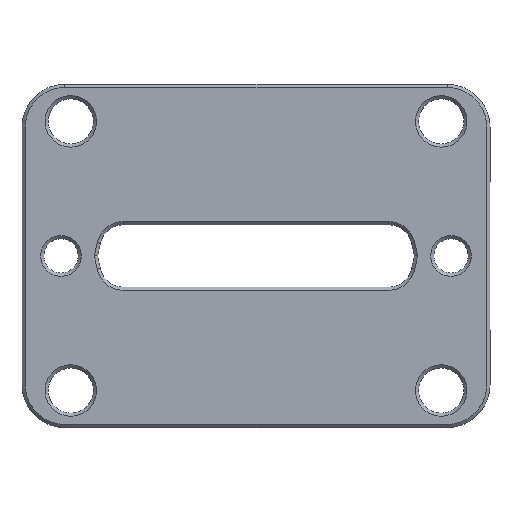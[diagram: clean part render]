
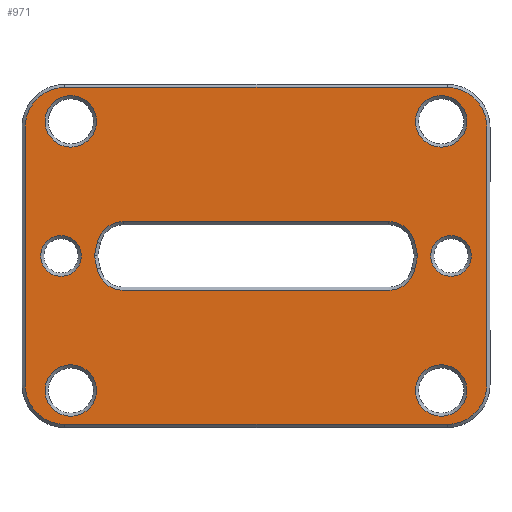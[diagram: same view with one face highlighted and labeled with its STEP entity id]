
A CAD part, top view. The second image highlights one B-rep face of the part: STEP entity #971.
In plain terms, the highlighted planar face has unit normal (0, 0, 1).
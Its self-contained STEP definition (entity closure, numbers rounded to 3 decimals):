
#33=FACE_BOUND('',#130,.T.);
#34=FACE_BOUND('',#131,.T.);
#35=FACE_BOUND('',#132,.T.);
#36=FACE_BOUND('',#133,.T.);
#37=FACE_BOUND('',#134,.T.);
#38=FACE_BOUND('',#135,.T.);
#39=FACE_BOUND('',#136,.T.);
#46=PLANE('',#1032);
#72=FACE_OUTER_BOUND('',#129,.T.);
#129=EDGE_LOOP('',(#672,#673,#674,#675,#676,#677,#678,#679));
#130=EDGE_LOOP('',(#680));
#131=EDGE_LOOP('',(#681));
#132=EDGE_LOOP('',(#682));
#133=EDGE_LOOP('',(#683));
#134=EDGE_LOOP('',(#684,#685,#686,#687,#688,#689,#690,#691,#692,#693));
#135=EDGE_LOOP('',(#694));
#136=EDGE_LOOP('',(#695));
#199=LINE('',#1456,#293);
#200=LINE('',#1460,#294);
#201=LINE('',#1464,#295);
#202=LINE('',#1468,#296);
#203=LINE('',#1482,#297);
#204=LINE('',#1484,#298);
#205=LINE('',#1488,#299);
#206=LINE('',#1492,#300);
#207=LINE('',#1494,#301);
#208=LINE('',#1497,#302);
#293=VECTOR('',#1147,10.);
#294=VECTOR('',#1150,10.);
#295=VECTOR('',#1153,10.);
#296=VECTOR('',#1156,10.);
#297=VECTOR('',#1169,10.);
#298=VECTOR('',#1170,10.);
#299=VECTOR('',#1173,10.);
#300=VECTOR('',#1176,10.);
#301=VECTOR('',#1177,10.);
#302=VECTOR('',#1180,10.);
#386=CIRCLE('',#1030,3.3);
#388=CIRCLE('',#1033,5.1);
#389=CIRCLE('',#1034,5.1);
#390=CIRCLE('',#1035,5.1);
#391=CIRCLE('',#1036,5.1);
#392=CIRCLE('',#1037,3.3);
#393=CIRCLE('',#1038,3.3);
#394=CIRCLE('',#1039,2.6);
#395=CIRCLE('',#1040,2.6);
#396=CIRCLE('',#1041,3.4);
#397=CIRCLE('',#1042,3.4);
#398=CIRCLE('',#1043,3.4);
#399=CIRCLE('',#1044,3.4);
#400=CIRCLE('',#1045,3.3);
#436=VERTEX_POINT('',#1448);
#438=VERTEX_POINT('',#1454);
#439=VERTEX_POINT('',#1455);
#440=VERTEX_POINT('',#1457);
#441=VERTEX_POINT('',#1459);
#442=VERTEX_POINT('',#1461);
#443=VERTEX_POINT('',#1463);
#444=VERTEX_POINT('',#1465);
#445=VERTEX_POINT('',#1467);
#446=VERTEX_POINT('',#1470);
#447=VERTEX_POINT('',#1472);
#448=VERTEX_POINT('',#1474);
#449=VERTEX_POINT('',#1476);
#450=VERTEX_POINT('',#1478);
#451=VERTEX_POINT('',#1479);
#452=VERTEX_POINT('',#1481);
#453=VERTEX_POINT('',#1483);
#454=VERTEX_POINT('',#1485);
#455=VERTEX_POINT('',#1487);
#456=VERTEX_POINT('',#1489);
#457=VERTEX_POINT('',#1491);
#458=VERTEX_POINT('',#1493);
#459=VERTEX_POINT('',#1495);
#460=VERTEX_POINT('',#1498);
#524=EDGE_CURVE('',#436,#436,#386,.T.);
#527=EDGE_CURVE('',#438,#439,#199,.T.);
#528=EDGE_CURVE('',#440,#438,#388,.T.);
#529=EDGE_CURVE('',#441,#440,#200,.T.);
#530=EDGE_CURVE('',#442,#441,#389,.T.);
#531=EDGE_CURVE('',#443,#442,#201,.T.);
#532=EDGE_CURVE('',#444,#443,#390,.T.);
#533=EDGE_CURVE('',#445,#444,#202,.T.);
#534=EDGE_CURVE('',#439,#445,#391,.T.);
#535=EDGE_CURVE('',#446,#446,#392,.T.);
#536=EDGE_CURVE('',#447,#447,#393,.T.);
#537=EDGE_CURVE('',#448,#448,#394,.T.);
#538=EDGE_CURVE('',#449,#449,#395,.T.);
#539=EDGE_CURVE('',#450,#451,#396,.T.);
#540=EDGE_CURVE('',#451,#452,#203,.T.);
#541=EDGE_CURVE('',#453,#452,#204,.T.);
#542=EDGE_CURVE('',#454,#453,#397,.T.);
#543=EDGE_CURVE('',#455,#454,#205,.T.);
#544=EDGE_CURVE('',#456,#455,#398,.T.);
#545=EDGE_CURVE('',#457,#456,#206,.T.);
#546=EDGE_CURVE('',#457,#458,#207,.T.);
#547=EDGE_CURVE('',#458,#459,#399,.T.);
#548=EDGE_CURVE('',#459,#450,#208,.T.);
#549=EDGE_CURVE('',#460,#460,#400,.T.);
#672=ORIENTED_EDGE('',*,*,#527,.F.);
#673=ORIENTED_EDGE('',*,*,#528,.F.);
#674=ORIENTED_EDGE('',*,*,#529,.F.);
#675=ORIENTED_EDGE('',*,*,#530,.F.);
#676=ORIENTED_EDGE('',*,*,#531,.F.);
#677=ORIENTED_EDGE('',*,*,#532,.F.);
#678=ORIENTED_EDGE('',*,*,#533,.F.);
#679=ORIENTED_EDGE('',*,*,#534,.F.);
#680=ORIENTED_EDGE('',*,*,#535,.F.);
#681=ORIENTED_EDGE('',*,*,#536,.F.);
#682=ORIENTED_EDGE('',*,*,#537,.T.);
#683=ORIENTED_EDGE('',*,*,#538,.T.);
#684=ORIENTED_EDGE('',*,*,#539,.T.);
#685=ORIENTED_EDGE('',*,*,#540,.T.);
#686=ORIENTED_EDGE('',*,*,#541,.F.);
#687=ORIENTED_EDGE('',*,*,#542,.F.);
#688=ORIENTED_EDGE('',*,*,#543,.F.);
#689=ORIENTED_EDGE('',*,*,#544,.F.);
#690=ORIENTED_EDGE('',*,*,#545,.F.);
#691=ORIENTED_EDGE('',*,*,#546,.T.);
#692=ORIENTED_EDGE('',*,*,#547,.T.);
#693=ORIENTED_EDGE('',*,*,#548,.T.);
#694=ORIENTED_EDGE('',*,*,#549,.F.);
#695=ORIENTED_EDGE('',*,*,#524,.F.);
#971=ADVANCED_FACE('',(#72,#33,#34,#35,#36,#37,#38,#39),#46,.T.);
#1030=AXIS2_PLACEMENT_3D('',#1449,#1140,#1141);
#1032=AXIS2_PLACEMENT_3D('',#1453,#1145,#1146);
#1033=AXIS2_PLACEMENT_3D('',#1458,#1148,#1149);
#1034=AXIS2_PLACEMENT_3D('',#1462,#1151,#1152);
#1035=AXIS2_PLACEMENT_3D('',#1466,#1154,#1155);
#1036=AXIS2_PLACEMENT_3D('',#1469,#1157,#1158);
#1037=AXIS2_PLACEMENT_3D('',#1471,#1159,#1160);
#1038=AXIS2_PLACEMENT_3D('',#1473,#1161,#1162);
#1039=AXIS2_PLACEMENT_3D('',#1475,#1163,#1164);
#1040=AXIS2_PLACEMENT_3D('',#1477,#1165,#1166);
#1041=AXIS2_PLACEMENT_3D('',#1480,#1167,#1168);
#1042=AXIS2_PLACEMENT_3D('',#1486,#1171,#1172);
#1043=AXIS2_PLACEMENT_3D('',#1490,#1174,#1175);
#1044=AXIS2_PLACEMENT_3D('',#1496,#1178,#1179);
#1045=AXIS2_PLACEMENT_3D('',#1499,#1181,#1182);
#1140=DIRECTION('center_axis',(0.,0.,
1.));
#1141=DIRECTION('ref_axis',(1.,0.,0.));
#1145=DIRECTION('center_axis',(0.,0.,
1.));
#1146=DIRECTION('ref_axis',(-1.,0.,0.));
#1147=DIRECTION('',(1.,0.,0.));
#1148=DIRECTION('center_axis',(0.,0.,
-1.));
#1149=DIRECTION('ref_axis',(-0.707,0.707,0.));
#1150=DIRECTION('',(0.,1.,0.));
#1151=DIRECTION('center_axis',(0.,0.,
-1.));
#1152=DIRECTION('ref_axis',(-0.707,-0.707,0.));
#1153=DIRECTION('',(-1.,0.,0.));
#1154=DIRECTION('center_axis',(0.,0.,
-1.));
#1155=DIRECTION('ref_axis',(0.707,-0.707,0.));
#1156=DIRECTION('',(0.,-1.,0.));
#1157=DIRECTION('center_axis',(0.,0.,
-1.));
#1158=DIRECTION('ref_axis',(0.707,0.707,0.));
#1159=DIRECTION('center_axis',(0.,0.,
1.));
#1160=DIRECTION('ref_axis',(1.,0.,0.));
#1161=DIRECTION('center_axis',(0.,0.,
1.));
#1162=DIRECTION('ref_axis',(1.,0.,0.));
#1163=DIRECTION('center_axis',(0.,0.,-1.));
#1164=DIRECTION('ref_axis',(-1.,0.,0.));
#1165=DIRECTION('center_axis',(0.,0.,-1.));
#1166=DIRECTION('ref_axis',(-1.,0.,0.));
#1167=DIRECTION('center_axis',(0.,0.,-1.));
#1168=DIRECTION('ref_axis',(-0.631,-0.776,0.));
#1169=DIRECTION('',(-0.205,0.979,0.));
#1170=DIRECTION('',(-0.205,-0.979,0.));
#1171=DIRECTION('center_axis',(0.,0.,
1.));
#1172=DIRECTION('ref_axis',(-0.631,0.776,0.));
#1173=DIRECTION('',(-1.,0.,0.));
#1174=DIRECTION('center_axis',(0.,0.,
1.));
#1175=DIRECTION('ref_axis',(0.631,0.776,0.));
#1176=DIRECTION('',(-0.205,0.979,0.));
#1177=DIRECTION('',(-0.205,-0.979,0.));
#1178=DIRECTION('center_axis',(0.,0.,-1.));
#1179=DIRECTION('ref_axis',(0.631,-0.776,0.));
#1180=DIRECTION('',(-1.,0.,0.));
#1181=DIRECTION('center_axis',(0.,0.,
1.));
#1182=DIRECTION('ref_axis',(1.,0.,0.));
#1448=CARTESIAN_POINT('',(-27.05,-269.111,12.1));
#1449=CARTESIAN_POINT('Origin',(-23.75,-269.111,12.1));
#1453=CARTESIAN_POINT('Origin',(-0.5,-273.361,12.1));
#1454=CARTESIAN_POINT('',(-24.5,-264.761,12.1));
#1455=CARTESIAN_POINT('',(24.5,-264.761,12.1));
#1456=CARTESIAN_POINT('',(-9.,-264.761,12.1));
#1457=CARTESIAN_POINT('',(-29.6,-269.861,12.1));
#1458=CARTESIAN_POINT('Origin',(-24.5,-269.861,12.1));
#1459=CARTESIAN_POINT('',(-29.6,-302.861,12.1));
#1460=CARTESIAN_POINT('',(-29.6,-291.361,12.1));
#1461=CARTESIAN_POINT('',(-24.5,-307.961,12.1));
#1462=CARTESIAN_POINT('Origin',(-24.5,-302.861,12.1));
#1463=CARTESIAN_POINT('',(24.5,-307.961,12.1));
#1464=CARTESIAN_POINT('',(13.3,-307.961,12.1));
#1465=CARTESIAN_POINT('',(29.6,-302.861,12.1));
#1466=CARTESIAN_POINT('Origin',(24.5,-302.861,12.1));
#1467=CARTESIAN_POINT('',(29.6,-269.861,12.1));
#1468=CARTESIAN_POINT('',(29.6,-278.361,12.1));
#1469=CARTESIAN_POINT('Origin',(24.5,-269.861,12.1));
#1470=CARTESIAN_POINT('',(-27.05,-303.611,12.1));
#1471=CARTESIAN_POINT('Origin',(-23.75,-303.611,12.1));
#1472=CARTESIAN_POINT('',(20.45,-269.111,12.1));
#1473=CARTESIAN_POINT('Origin',(23.75,-269.111,12.1));
#1474=CARTESIAN_POINT('',(-22.4,-286.361,12.1));
#1475=CARTESIAN_POINT('Origin',(-25.,-286.361,12.1));
#1476=CARTESIAN_POINT('',(27.6,-286.361,12.1));
#1477=CARTESIAN_POINT('Origin',(25.,-286.361,12.1));
#1478=CARTESIAN_POINT('',(-17.027,-290.761,12.1));
#1479=CARTESIAN_POINT('',(-20.355,-288.057,12.1));
#1480=CARTESIAN_POINT('Origin',(-17.027,-287.361,12.1));
#1481=CARTESIAN_POINT('',(-20.709,-286.361,12.1));
#1482=CARTESIAN_POINT('',(-18.57,-296.593,12.1));
#1483=CARTESIAN_POINT('',(-20.355,-284.665,12.1));
#1484=CARTESIAN_POINT('',(-18.57,-276.129,12.1));
#1485=CARTESIAN_POINT('',(-17.027,-281.961,12.1));
#1486=CARTESIAN_POINT('Origin',(-17.027,-285.361,12.1));
#1487=CARTESIAN_POINT('',(17.027,-281.961,12.1));
#1488=CARTESIAN_POINT('',(-14.,-281.961,12.1));
#1489=CARTESIAN_POINT('',(20.355,-284.665,12.1));
#1490=CARTESIAN_POINT('Origin',(17.027,-285.361,12.1));
#1491=CARTESIAN_POINT('',(20.709,-286.361,12.1));
#1492=CARTESIAN_POINT('',(19.053,-278.438,12.1));
#1493=CARTESIAN_POINT('',(20.355,-288.057,12.1));
#1494=CARTESIAN_POINT('',(19.053,-294.283,12.1));
#1495=CARTESIAN_POINT('',(17.027,-290.761,12.1));
#1496=CARTESIAN_POINT('Origin',(17.027,-287.361,12.1));
#1497=CARTESIAN_POINT('',(-14.,-290.761,12.1));
#1498=CARTESIAN_POINT('',(20.45,-303.611,12.1));
#1499=CARTESIAN_POINT('Origin',(23.75,-303.611,12.1));
